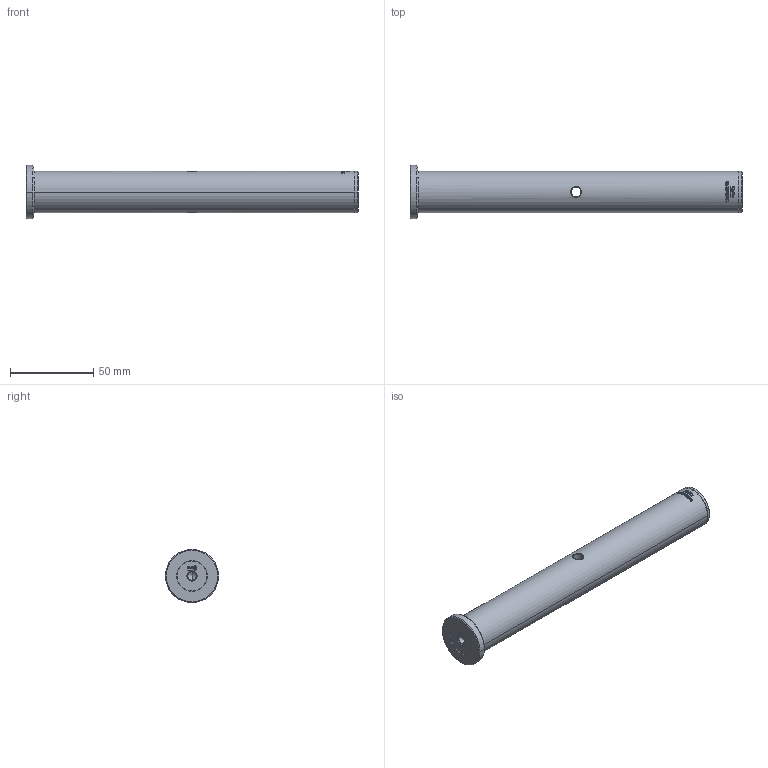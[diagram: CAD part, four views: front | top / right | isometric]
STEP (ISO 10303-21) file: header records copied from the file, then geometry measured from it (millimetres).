
FILE_DESCRIPTION (( 'STEP AP203' ), '1' );
FILE_NAME ('SRA25-200T4.STEP', '2025-07-18T06:10:59', ( '' ), ( '' ), 'SwSTEP 2.0', 'SolidWorks 2020', '' );
FILE_SCHEMA (( 'CONFIG_CONTROL_DESIGN' ));
Length unit declared in the file: millimetre
Products named in the file (1): SRA25-200T4
Bounding box: 200 x 32 x 32 mm (x, y, z)
Volume: 98430.7 mm3; surface area: 18094.5 mm2
Topology: 1 solids, 1 shells, 479 faces, 1292 edges, 846 vertices
Faces by surface type: bspline 302, plane 103, cylinder 42, cone 30, torus 2
Entity records: 29630 total; most frequent: CARTESIAN_POINT 20133, ORIENTED_EDGE 2568, EDGE_CURVE 1284, B_SPLINE_CURVE_WITH_KNOTS 899, DIRECTION 873, VERTEX_POINT 846, EDGE_LOOP 520, ADVANCED_FACE 479
